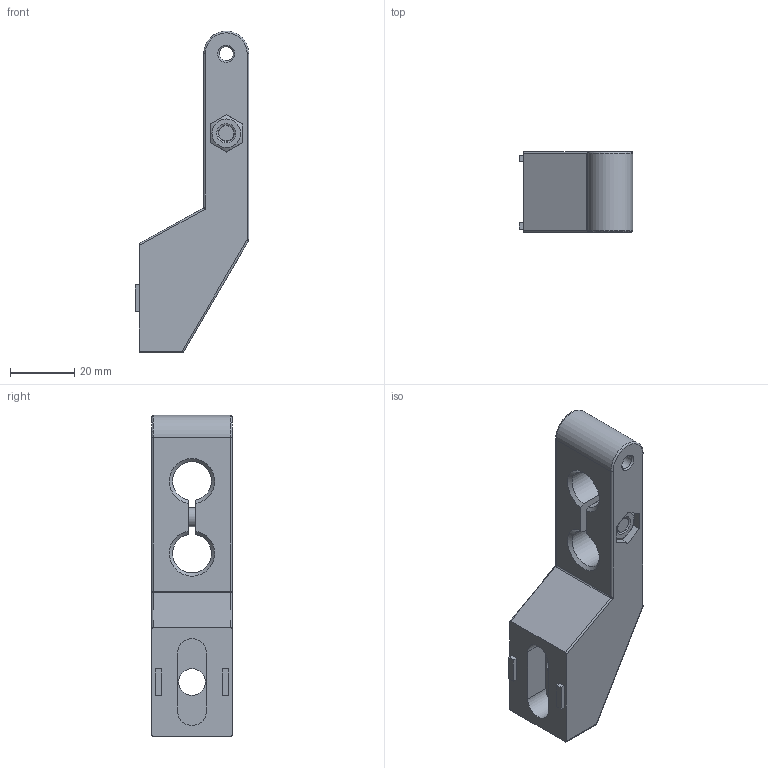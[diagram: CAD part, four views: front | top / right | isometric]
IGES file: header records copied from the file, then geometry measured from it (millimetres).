
Global section: file name: 730112.stp.ipt; native system: Autodesk Inventor 2014; preprocessor: unknown; author: zeman; date: 20151016.102048; units: millimetre
Bounding box: 35.3 x 25 x 100 mm (x, y, z)
Volume: 29170.6 mm3; surface area: 13889.3 mm2
Topology: 3 solids, 3 shells, 123 faces, 304 edges, 184 vertices
Faces by surface type: plane 59, revolution 26, cylinder 24, sphere 6, bspline 5, cone 3
Full cylindrical faces by diameter (mm): 6 x1, 10 x1
